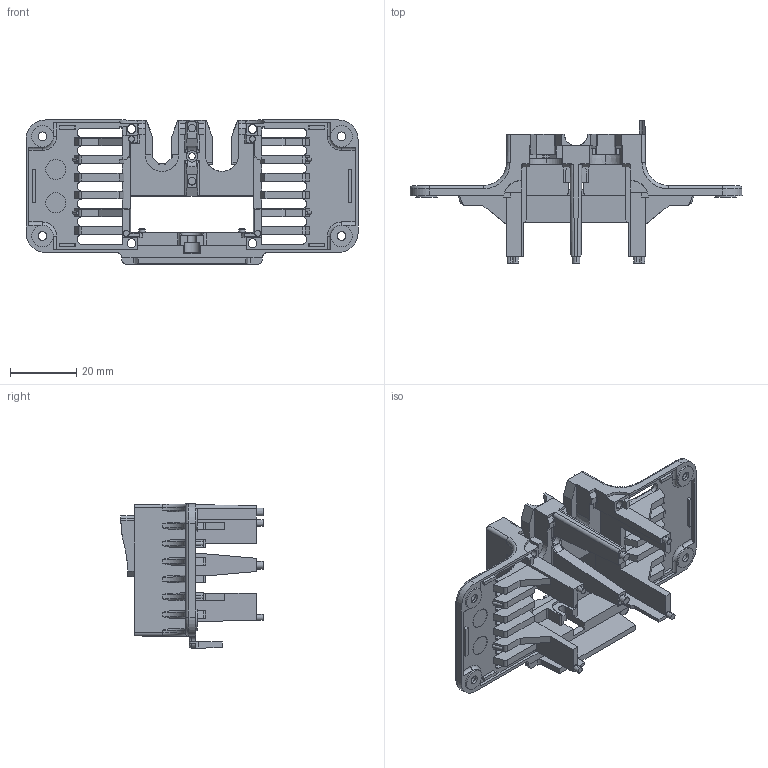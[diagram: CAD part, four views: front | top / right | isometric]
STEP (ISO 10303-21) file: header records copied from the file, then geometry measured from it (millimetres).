
FILE_DESCRIPTION (( 'STEP AP203' ), '1' );
FILE_NAME ('2022-N.STEP', '2016-05-27T13:18:46', ( '' ), ( '' ), 'SwSTEP 2.0', 'SolidWorks 2015', '' );
FILE_SCHEMA (( 'CONFIG_CONTROL_DESIGN' ));
Length unit declared in the file: millimetre
Products named in the file (1): 2022-N
Bounding box: 99.88 x 42.8 x 43.38 mm (x, y, z)
Volume: 17856.8 mm3; surface area: 19620.6 mm2
Topology: 2 solids, 2 shells, 1066 faces, 2965 edges, 1896 vertices
Faces by surface type: plane 576, cylinder 240, bspline 135, cone 87, torus 28
Entity records: 37912 total; most frequent: CARTESIAN_POINT 11986, ORIENTED_EDGE 5930, DIRECTION 4821, EDGE_CURVE 2965, VERTEX_POINT 1896, LINE 1889, VECTOR 1889, AXIS2_PLACEMENT_3D 1466
